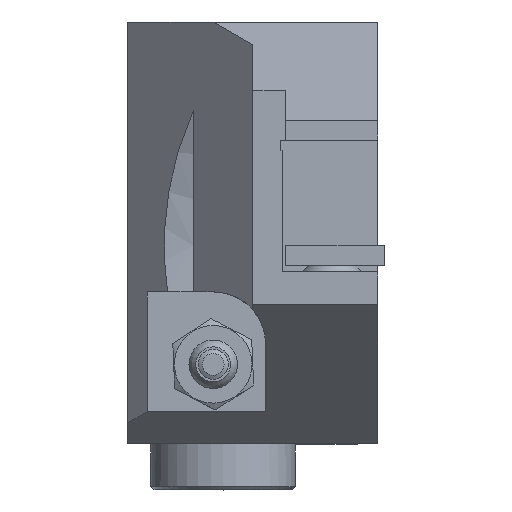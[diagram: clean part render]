
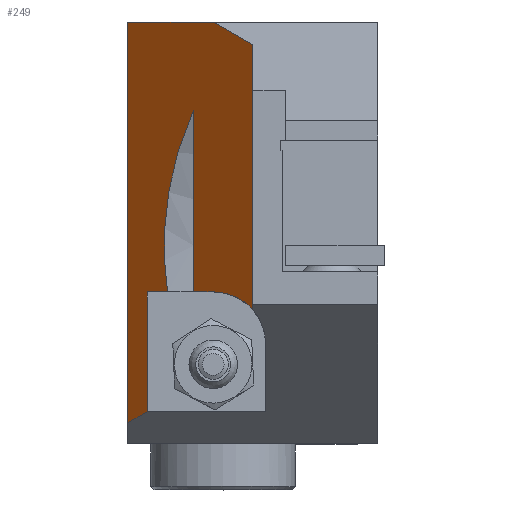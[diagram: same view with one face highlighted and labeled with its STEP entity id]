
A CAD part, top view. The second image highlights one B-rep face of the part: STEP entity #249.
In plain terms, the highlighted planar face has unit normal (-0.707, 0, 0.707).
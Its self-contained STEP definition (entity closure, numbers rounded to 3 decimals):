
#41=ELLIPSE('',#2686,11.314,8.);
#42=ELLIPSE('',#2687,70.711,50.);
#126=FACE_OUTER_BOUND('',#1079,.T.);
#249=ADVANCED_FACE('',(#126),#378,.T.);
#378=PLANE('',#2688);
#540=LINE('',#3897,#793);
#542=LINE('',#3901,#795);
#556=LINE('',#3929,#809);
#557=LINE('',#3933,#810);
#558=LINE('',#3935,#811);
#559=LINE('',#3937,#812);
#560=LINE('',#3939,#813);
#561=LINE('',#3941,#814);
#562=LINE('',#3945,#815);
#793=VECTOR('',#3090,1.);
#795=VECTOR('',#3094,1.);
#809=VECTOR('',#3116,1.);
#810=VECTOR('',#3119,1.);
#811=VECTOR('',#3120,1.);
#812=VECTOR('',#3121,1.);
#813=VECTOR('',#3122,1.);
#814=VECTOR('',#3123,1.);
#815=VECTOR('',#3126,1.);
#1079=EDGE_LOOP('',(#1438,#1439,#1440,#1441,#1442,#1443,#1444,#1445,#1446,
#1447,#1448));
#1438=ORIENTED_EDGE('',*,*,#2310,.F.);
#1439=ORIENTED_EDGE('',*,*,#2311,.T.);
#1440=ORIENTED_EDGE('',*,*,#2296,.F.);
#1441=ORIENTED_EDGE('',*,*,#2294,.T.);
#1442=ORIENTED_EDGE('',*,*,#2312,.T.);
#1443=ORIENTED_EDGE('',*,*,#2313,.T.);
#1444=ORIENTED_EDGE('',*,*,#2314,.T.);
#1445=ORIENTED_EDGE('',*,*,#2315,.F.);
#1446=ORIENTED_EDGE('',*,*,#2316,.F.);
#1447=ORIENTED_EDGE('',*,*,#2317,.F.);
#1448=ORIENTED_EDGE('',*,*,#2318,.F.);
#2019=VERTEX_POINT('',#3896);
#2020=VERTEX_POINT('',#3898);
#2021=VERTEX_POINT('',#3902);
#2031=VERTEX_POINT('',#3930);
#2032=VERTEX_POINT('',#3931);
#2033=VERTEX_POINT('',#3934);
#2034=VERTEX_POINT('',#3936);
#2035=VERTEX_POINT('',#3938);
#2036=VERTEX_POINT('',#3940);
#2037=VERTEX_POINT('',#3942);
#2038=VERTEX_POINT('',#3944);
#2294=EDGE_CURVE('',#2020,#2019,#540,.T.);
#2296=EDGE_CURVE('',#2020,#2021,#542,.T.);
#2310=EDGE_CURVE('',#2031,#2032,#556,.T.);
#2311=EDGE_CURVE('',#2031,#2021,#41,.T.);
#2312=EDGE_CURVE('',#2019,#2033,#557,.T.);
#2313=EDGE_CURVE('',#2033,#2034,#558,.T.);
#2314=EDGE_CURVE('',#2034,#2035,#559,.T.);
#2315=EDGE_CURVE('',#2036,#2035,#560,.T.);
#2316=EDGE_CURVE('',#2037,#2036,#561,.T.);
#2317=EDGE_CURVE('',#2038,#2037,#42,.T.);
#2318=EDGE_CURVE('',#2032,#2038,#562,.T.);
#2686=AXIS2_PLACEMENT_3D('',#3932,#3117,#3118);
#2687=AXIS2_PLACEMENT_3D('',#3943,#3124,#3125);
#2688=AXIS2_PLACEMENT_3D('',#3946,#3127,#3128);
#3090=DIRECTION('',(-0.655,0.378,-0.655));
#3094=DIRECTION('',(0.,-1.,0.));
#3116=DIRECTION('',(-0.707,0.,-0.707));
#3117=DIRECTION('',(0.707,0.,-0.707));
#3118=DIRECTION('',(0.707,0.,0.707));
#3119=DIRECTION('',(-0.707,0.,-0.707));
#3120=DIRECTION('',(0.,-1.,0.));
#3121=DIRECTION('',(0.655,0.378,0.655));
#3122=DIRECTION('',(0.,-1.,0.));
#3123=DIRECTION('',(-0.707,0.,-0.707));
#3124=DIRECTION('',(-0.707,0.,0.707));
#3125=DIRECTION('',(0.707,0.,0.707));
#3126=DIRECTION('',(0.,1.,0.));
#3127=DIRECTION('',(-0.707,0.,0.707));
#3128=DIRECTION('',(0.707,0.,0.707));
#3896=CARTESIAN_POINT('',(4.019,34.,23.756));
#3897=CARTESIAN_POINT('',(9.146,31.04,28.883));
#3898=CARTESIAN_POINT('',(10.,30.547,29.737));
#3901=CARTESIAN_POINT('',(10.,34.,29.737));
#3902=CARTESIAN_POINT('',(10.,-9.708,29.737));
#3929=CARTESIAN_POINT('',(10.,-7.,29.737));
#3930=CARTESIAN_POINT('',(4.,-7.,23.737));
#3931=CARTESIAN_POINT('',(1.,-7.,20.737));
#3932=CARTESIAN_POINT('',(4.,-15.,23.737));
#3933=CARTESIAN_POINT('',(10.,34.,29.737));
#3934=CARTESIAN_POINT('',(-9.,34.,10.737));
#3935=CARTESIAN_POINT('',(-9.,34.,10.737));
#3936=CARTESIAN_POINT('',(-9.,-26.898,10.737));
#3937=CARTESIAN_POINT('',(22.354,-8.796,42.091));
#3938=CARTESIAN_POINT('',(-6.,-25.166,13.737));
#3939=CARTESIAN_POINT('',(-6.,34.,13.737));
#3940=CARTESIAN_POINT('',(-6.,-7.,13.737));
#3941=CARTESIAN_POINT('',(10.,-7.,29.737));
#3942=CARTESIAN_POINT('',(-2.945,-7.,16.792));
#3943=CARTESIAN_POINT('',(46.563,0.,66.3));
#3944=CARTESIAN_POINT('',(1.,20.592,20.737));
#3945=CARTESIAN_POINT('',(1.,34.,20.737));
#3946=CARTESIAN_POINT('',(10.,34.,29.737));
